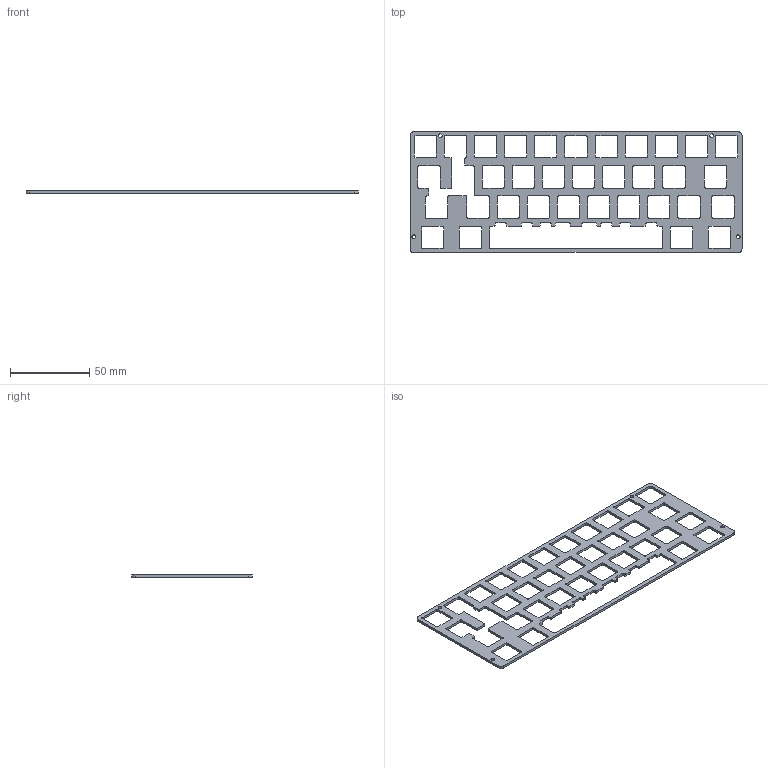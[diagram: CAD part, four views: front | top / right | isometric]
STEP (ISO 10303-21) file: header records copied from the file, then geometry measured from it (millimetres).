
FILE_DESCRIPTION(/* description */ ('','CAx-IF Rec.Pracs.---Representation and Presentation of Product Manufacturing Information (PMI)---4.0---2014-10-13'),/* implementation_level */ '2;1');
FILE_NAME(/* name */ 'Vault 37 BaulT Plate.step',/* time_stamp */ '2025-01-20T22:06:29-08:00',/* author */ (''),/* organization */ (''),/* preprocessor_version */ 'ST-DEVELOPER v20',/* originating_system */ 'Autodesk Translation Framework v13.20.0.188',/* authorisation */ '');
FILE_SCHEMA (('AP242_MANAGED_MODEL_BASED_3D_ENGINEERING_MIM_LF { 1 0 10303 442 1 1 4 }'));
Length unit declared in the file: millimetre
Products named in the file (1): Vault 37 Plate
Bounding box: 209.8 x 76.45 x 1.6 mm (x, y, z)
Volume: 11724.5 mm3; surface area: 19108.9 mm2
Topology: 1 solids, 1 shells, 372 faces, 1110 edges, 740 vertices
Faces by surface type: cylinder 187, plane 185
Full cylindrical faces by diameter (mm): 2.3 x4
Entity records: 12792 total; most frequent: DIRECTION 2230, CARTESIAN_POINT 2223, ORIENTED_EDGE 2220, EDGE_CURVE 1110, AXIS2_PLACEMENT_3D 747, VERTEX_POINT 740, LINE 736, VECTOR 736
